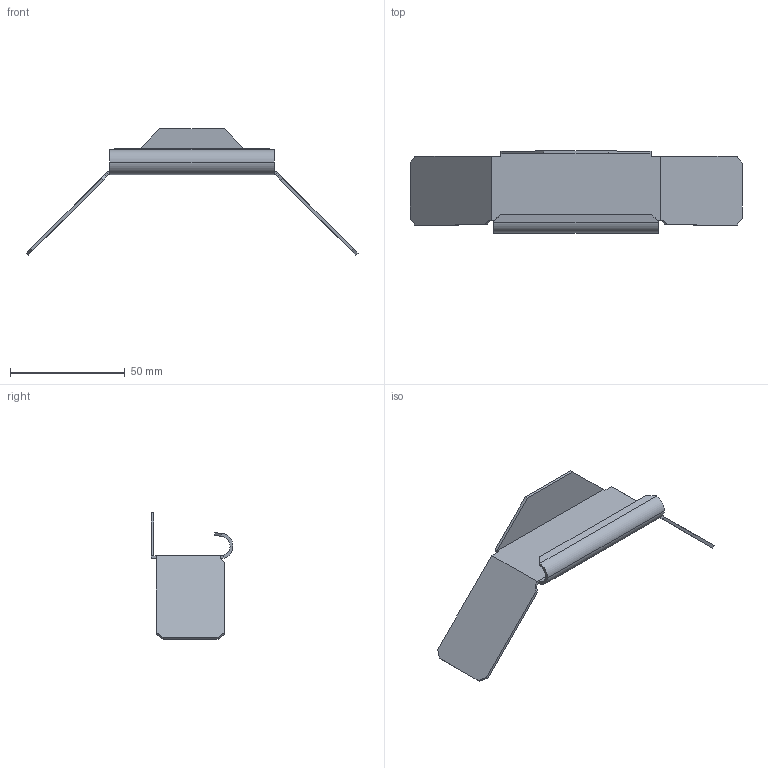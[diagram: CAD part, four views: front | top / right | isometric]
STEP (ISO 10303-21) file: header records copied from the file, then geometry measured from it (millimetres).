
FILE_DESCRIPTION(/* description */ (''),/* implementation_level */ '2;1');
FILE_NAME(/* name */ '6043038',/* time_stamp */ '2016-04-12T10:55:57+02:00',/* author */ (''),/* organization */ (''),/* preprocessor_version */ 'ST-DEVELOPER v15',/* originating_system */ '',/* authorisation */ '');
FILE_SCHEMA (('CONFIG_CONTROL_DESIGN'));
Length unit declared in the file: millimetre
Products named in the file (1): Document
Bounding box: 144.93 x 35.78 x 55.17 mm (x, y, z)
Volume: 9158.5 mm3; surface area: 15220.3 mm2
Topology: 1 solids, 1 shells, 43 faces, 111 edges, 70 vertices
Faces by surface type: plane 29, bspline 14
Entity records: 1319 total; most frequent: CARTESIAN_POINT 499, ORIENTED_EDGE 222, EDGE_CURVE 111, B_SPLINE_CURVE_WITH_KNOTS 99, VERTEX_POINT 70, ADVANCED_FACE 43, FACE_OUTER_BOUND 43, EDGE_LOOP 43
